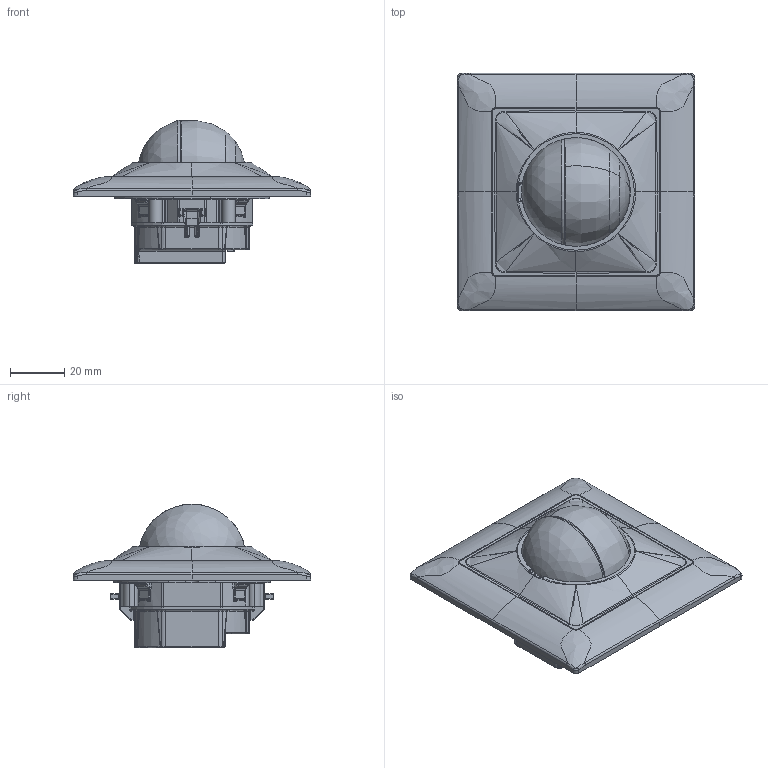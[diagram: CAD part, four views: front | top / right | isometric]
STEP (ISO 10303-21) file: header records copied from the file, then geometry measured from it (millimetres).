
FILE_DESCRIPTION((''),'2;1');
FILE_NAME('','',('none'),('none'),'','','none');
FILE_SCHEMA(('CONFIG_CONTROL_DESIGN'));
Products named in the file (1): EB10430602
Bounding box: 87.6 x 87.6 x 53 mm (x, y, z)
Volume: 93616.4 mm3; surface area: 44494.3 mm2
Topology: 18 solids, 18 shells, 2396 faces, 5788 edges, 3326 vertices
Faces by surface type: cylinder 800, plane 572, bspline 476, torus 345, cone 96, sphere 68, extrusion 20, revolution 19
Entity records: 96464 total; most frequent: CARTESIAN_POINT 48406, ORIENTED_EDGE 11346, DIRECTION 7204, EDGE_CURVE 5578, AXIS2_PLACEMENT_3D 3444, VERTEX_POINT 3240, EDGE_LOOP 2439, ADVANCED_FACE 2396
